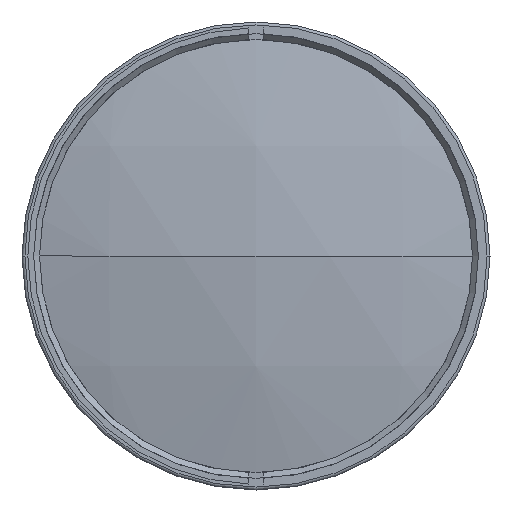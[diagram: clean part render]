
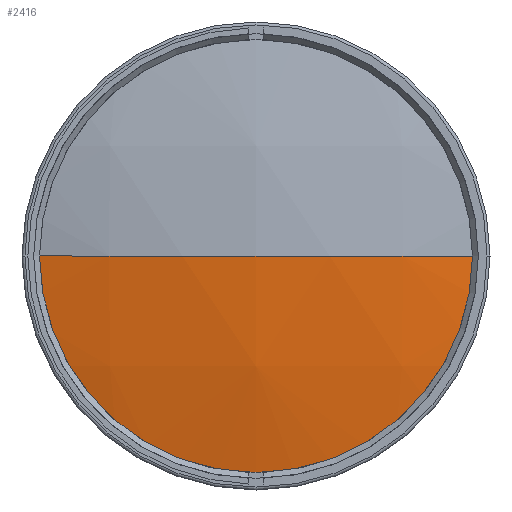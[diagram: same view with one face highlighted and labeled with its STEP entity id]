
A CAD part, left-side view. The second image highlights one B-rep face of the part: STEP entity #2416.
In plain terms, the highlighted spherical face has radius 161 mm.
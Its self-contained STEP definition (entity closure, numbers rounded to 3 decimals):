
#30 = AXIS2_PLACEMENT_3D ( 'NONE', #2884, #1273, #920 ) ;
#262 = VERTEX_POINT ( 'NONE', #1377 ) ;
#417 = DIRECTION ( 'NONE',  ( 0., 1., 0. ) ) ;
#471 = VERTEX_POINT ( 'NONE', #2788 ) ;
#505 = SPHERICAL_SURFACE ( 'NONE', #2387, 161. ) ;
#552 = DIRECTION ( 'NONE',  ( 0., 0., 1. ) ) ;
#583 = ORIENTED_EDGE ( 'NONE', *, *, #2561, .F. ) ;
#790 = FACE_OUTER_BOUND ( 'NONE', #1596, .T. ) ;
#812 = DIRECTION ( 'NONE',  ( 0., 0., -1. ) ) ;
#920 = DIRECTION ( 'NONE',  ( 0., -1., 0. ) ) ;
#1008 = AXIS2_PLACEMENT_3D ( 'NONE', #2928, #1625, #3614 ) ;
#1273 = DIRECTION ( 'NONE',  ( 0., 0., 1. ) ) ;
#1302 = EDGE_CURVE ( 'NONE', #262, #1917, #3586, .T. ) ;
#1377 = CARTESIAN_POINT ( 'NONE',  ( -160.802, 37.5, 0. ) ) ;
#1596 = EDGE_LOOP ( 'NONE', ( #2514, #3606, #583 ) ) ;
#1625 = DIRECTION ( 'NONE',  ( 0., 0., -1. ) ) ;
#1847 = CIRCLE ( 'NONE', #1008, 161. ) ;
#1903 = CIRCLE ( 'NONE', #30, 161. ) ;
#1917 = VERTEX_POINT ( 'NONE', #2512 ) ;
#2153 = CARTESIAN_POINT ( 'NONE',  ( -160.802, 0., 0. ) ) ;
#2387 = AXIS2_PLACEMENT_3D ( 'NONE', #4156, #812, #417 ) ;
#2416 = ADVANCED_FACE ( 'NONE', ( #790 ), #505, .T. ) ;
#2512 = CARTESIAN_POINT ( 'NONE',  ( -160.802, -37.5, 0. ) ) ;
#2514 = ORIENTED_EDGE ( 'NONE', *, *, #1302, .T. ) ;
#2561 = EDGE_CURVE ( 'NONE', #262, #471, #1903, .T. ) ;
#2592 = AXIS2_PLACEMENT_3D ( 'NONE', #2153, #4294, #552 ) ;
#2788 = CARTESIAN_POINT ( 'NONE',  ( -165.23, 0., 0. ) ) ;
#2884 = CARTESIAN_POINT ( 'NONE',  ( -4.23, 0., 0. ) ) ;
#2928 = CARTESIAN_POINT ( 'NONE',  ( -4.23, 0., 0. ) ) ;
#3586 = CIRCLE ( 'NONE', #2592, 37.5 ) ;
#3606 = ORIENTED_EDGE ( 'NONE', *, *, #3713, .T. ) ;
#3614 = DIRECTION ( 'NONE',  ( 0., 1., 0. ) ) ;
#3713 = EDGE_CURVE ( 'NONE', #1917, #471, #1847, .T. ) ;
#4156 = CARTESIAN_POINT ( 'NONE',  ( -4.23, 0., 0. ) ) ;
#4294 = DIRECTION ( 'NONE',  ( -1., 0., 0. ) ) ;
